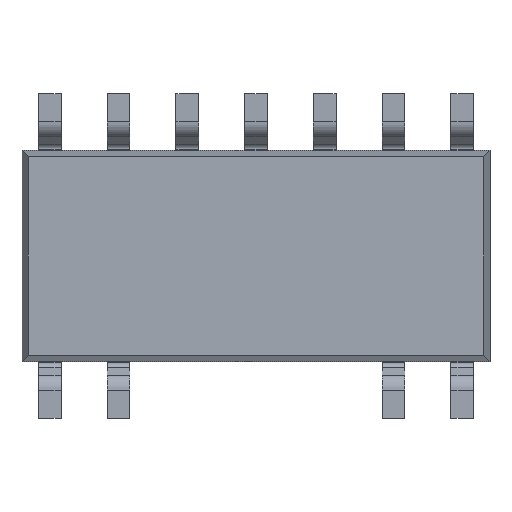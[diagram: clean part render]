
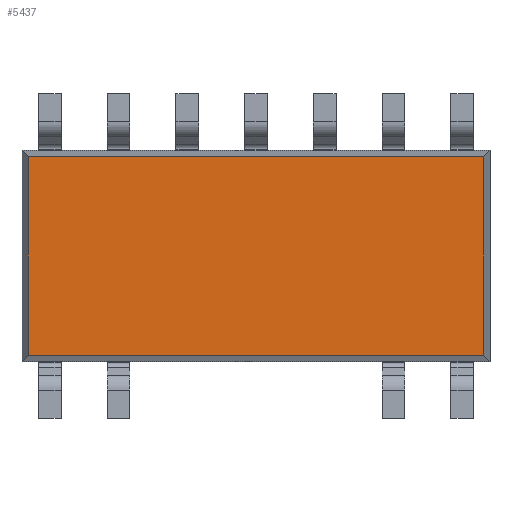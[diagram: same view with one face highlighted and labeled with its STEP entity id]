
A CAD part, front view. The second image highlights one B-rep face of the part: STEP entity #5437.
In plain terms, the highlighted planar face has unit normal (0, -1, 0).
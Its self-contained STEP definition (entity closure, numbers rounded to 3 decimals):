
#5398 = CARTESIAN_POINT ( 'NONE',  ( 4.21, 0.004, -1.835 ) ) ;
#5399 = VERTEX_POINT ( 'NONE', #5398 ) ;
#5400 = CARTESIAN_POINT ( 'NONE',  ( 4.21, 0.004, 1.835 ) ) ;
#5401 = VERTEX_POINT ( 'NONE', #5400 ) ;
#5402 = CARTESIAN_POINT ( 'NONE',  ( 4.21, 0.004, 0. ) ) ;
#5403 = DIRECTION ( 'NONE',  ( 0., 0., 1. ) ) ;
#5404 = VECTOR ( 'NONE', #5403, 1000. ) ;
#5405 = LINE ( 'NONE', #5402, #5404 ) ;
#5406 = EDGE_CURVE ( 'NONE', #5399, #5401, #5405, .T. ) ;
#5407 = ORIENTED_EDGE ( 'NONE', *, *, #5406, .T. ) ;
#5408 = CARTESIAN_POINT ( 'NONE',  ( -4.21, 0.004, 1.835 ) ) ;
#5409 = VERTEX_POINT ( 'NONE', #5408 ) ;
#5410 = CARTESIAN_POINT ( 'NONE',  ( 0., 0.004, 1.835 ) ) ;
#5411 = DIRECTION ( 'NONE',  ( -1., 0., 0. ) ) ;
#5412 = VECTOR ( 'NONE', #5411, 1000. ) ;
#5413 = LINE ( 'NONE', #5410, #5412 ) ;
#5414 = EDGE_CURVE ( 'NONE', #5401, #5409, #5413, .T. ) ;
#5415 = ORIENTED_EDGE ( 'NONE', *, *, #5414, .T. ) ;
#5416 = CARTESIAN_POINT ( 'NONE',  ( -4.21, 0.004, -1.835 ) ) ;
#5417 = VERTEX_POINT ( 'NONE', #5416 ) ;
#5418 = CARTESIAN_POINT ( 'NONE',  ( -4.21, 0.004, 0. ) ) ;
#5419 = DIRECTION ( 'NONE',  ( 0., 0., -1. ) ) ;
#5420 = VECTOR ( 'NONE', #5419, 1000. ) ;
#5421 = LINE ( 'NONE', #5418, #5420 ) ;
#5422 = EDGE_CURVE ( 'NONE', #5409, #5417, #5421, .T. ) ;
#5423 = ORIENTED_EDGE ( 'NONE', *, *, #5422, .T. ) ;
#5424 = CARTESIAN_POINT ( 'NONE',  ( 0., 0.004, -1.835 ) ) ;
#5425 = DIRECTION ( 'NONE',  ( 1., 0., 0. ) ) ;
#5426 = VECTOR ( 'NONE', #5425, 1000. ) ;
#5427 = LINE ( 'NONE', #5424, #5426 ) ;
#5428 = EDGE_CURVE ( 'NONE', #5417, #5399, #5427, .T. ) ;
#5429 = ORIENTED_EDGE ( 'NONE', *, *, #5428, .T. ) ;
#5430 = EDGE_LOOP ( 'NONE', ( #5407, #5415, #5423, #5429 ) ) ;
#5431 = FACE_OUTER_BOUND ( 'NONE', #5430, .T. ) ;
#5432 = CARTESIAN_POINT ( 'NONE',  ( 0., 0.004, 0. ) ) ;
#5433 = DIRECTION ( 'NONE',  ( 0., 1., 0. ) ) ;
#5434 = DIRECTION ( 'NONE',  ( 0., 0., 1. ) ) ;
#5435 = AXIS2_PLACEMENT_3D ( 'NONE', #5432, #5433, #5434 ) ;
#5436 = PLANE ( 'NONE', #5435 ) ;
#5437 = ADVANCED_FACE ( 'NONE', ( #5431 ), #5436, .F. ) ;
